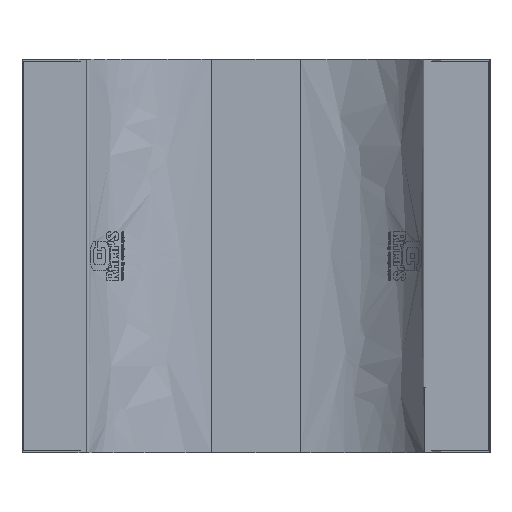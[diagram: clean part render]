
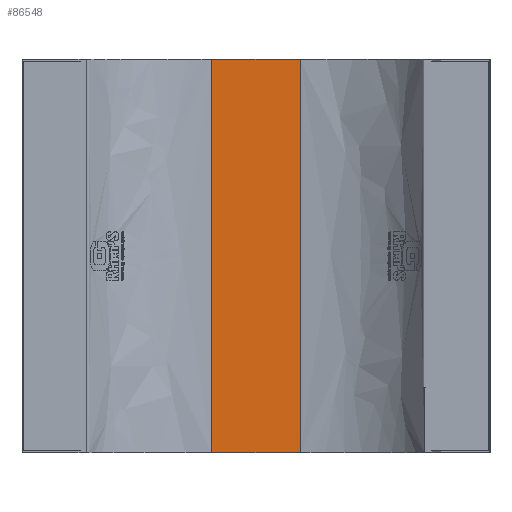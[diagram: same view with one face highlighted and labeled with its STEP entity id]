
A CAD part, top view. The second image highlights one B-rep face of the part: STEP entity #86548.
In plain terms, the highlighted planar face has unit normal (0, 0, 1).
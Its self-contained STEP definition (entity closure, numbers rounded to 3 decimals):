
#9430=PLANE('',#95400);
#13812=FACE_OUTER_BOUND('',#18706,.T.);
#18706=EDGE_LOOP('',(#81139,#81140,#81141,#81142));
#25070=LINE('',#138943,#33222);
#25078=LINE('',#138968,#33230);
#25159=LINE('',#141125,#33311);
#26047=LINE('',#146876,#34199);
#33222=VECTOR('',#110511,0.039);
#33230=VECTOR('',#110529,0.039);
#33311=VECTOR('',#111926,0.039);
#34199=VECTOR('',#116916,0.039);
#40423=VERTEX_POINT('',#138940);
#40424=VERTEX_POINT('',#138942);
#40435=VERTEX_POINT('',#138965);
#40436=VERTEX_POINT('',#138967);
#51553=EDGE_CURVE('',#40423,#40424,#25070,.T.);
#51565=EDGE_CURVE('',#40435,#40436,#25078,.T.);
#52326=EDGE_CURVE('',#40435,#40424,#25159,.T.);
#54568=EDGE_CURVE('',#40423,#40436,#26047,.T.);
#81139=ORIENTED_EDGE('',*,*,#54568,.T.);
#81140=ORIENTED_EDGE('',*,*,#51565,.F.);
#81141=ORIENTED_EDGE('',*,*,#52326,.T.);
#81142=ORIENTED_EDGE('',*,*,#51553,.F.);
#86548=ADVANCED_FACE('',(#13812),#9430,.F.);
#95400=AXIS2_PLACEMENT_3D('',#150489,#120526,#120527);
#110511=DIRECTION('',(1.,0.,0.));
#110529=DIRECTION('',(-1.,0.,0.));
#111926=DIRECTION('',(0.,1.,0.));
#116916=DIRECTION('',(0.,-1.,0.));
#120526=DIRECTION('center_axis',(0.,0.,-1.));
#120527=DIRECTION('ref_axis',(1.,0.,0.));
#138940=CARTESIAN_POINT('',(170.913,354.331,3.937));
#138942=CARTESIAN_POINT('',(250.807,354.331,3.937));
#138943=CARTESIAN_POINT('',(170.913,354.331,3.937));
#138965=CARTESIAN_POINT('',(250.807,0.,3.937));
#138967=CARTESIAN_POINT('',(170.913,0.,3.937));
#138968=CARTESIAN_POINT('',(250.807,0.,3.937));
#141125=CARTESIAN_POINT('',(250.807,132.874,3.937));
#146876=CARTESIAN_POINT('',(170.913,221.457,3.937));
#150489=CARTESIAN_POINT('Origin',(228.577,206.693,3.937));
